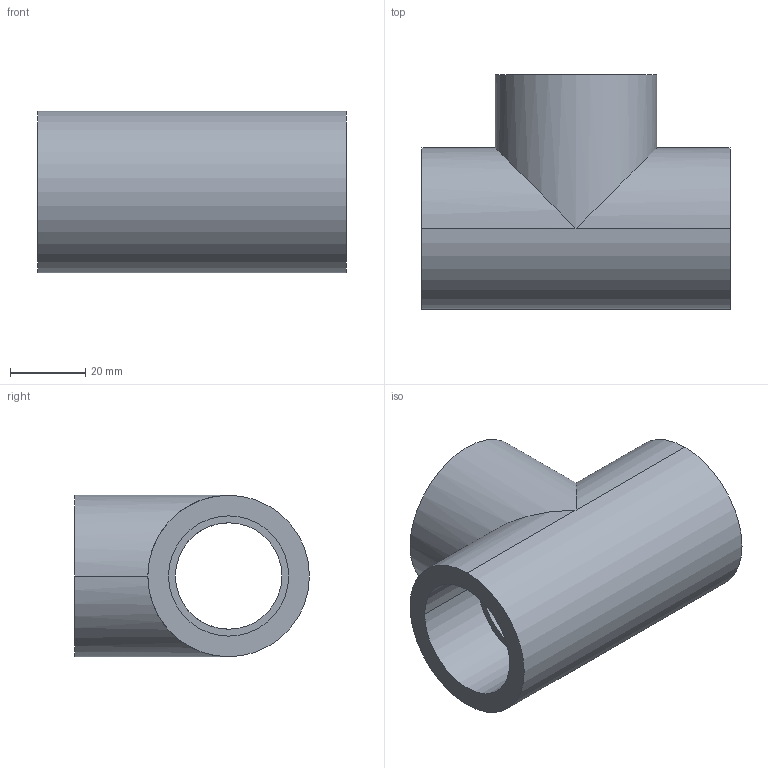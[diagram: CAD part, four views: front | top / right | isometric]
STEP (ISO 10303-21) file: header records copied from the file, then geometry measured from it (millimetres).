
FILE_DESCRIPTION( ( '' ), '1' );
FILE_NAME( 'AGRU_25056003207_PE 100 schwarz_T-Stueck_32 - MOP 16 bar_105.stp', '2012-06-20T12:58:00', ( '' ), ( '' ), ' ', ' ', ' ' );
FILE_SCHEMA( ( 'CONFIG_CONTROL_DESIGN' ) );
Length unit declared in the file: millimetre
Products named in the file (1): 1
Bounding box: 82 x 62.5 x 43 mm (x, y, z)
Volume: 71723.8 mm3; surface area: 25417 mm2
Topology: 1 solids, 1 shells, 21 faces, 49 edges, 32 vertices
Faces by surface type: cylinder 15, plane 6
Entity records: 671 total; most frequent: DIRECTION 125, CARTESIAN_POINT 103, ORIENTED_EDGE 98, AXIS2_PLACEMENT_3D 54, EDGE_CURVE 49, VERTEX_POINT 32, EDGE_LOOP 27, CIRCLE 24
